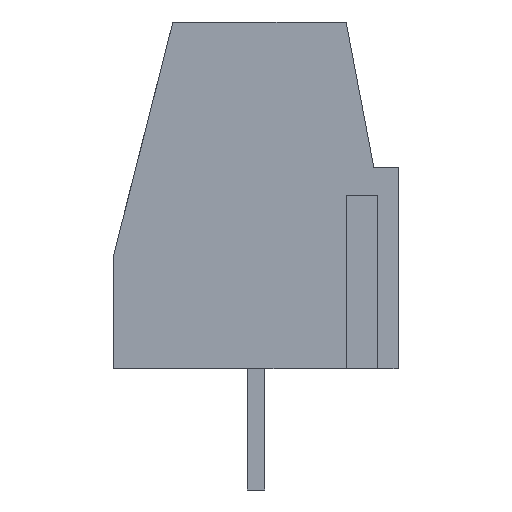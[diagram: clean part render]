
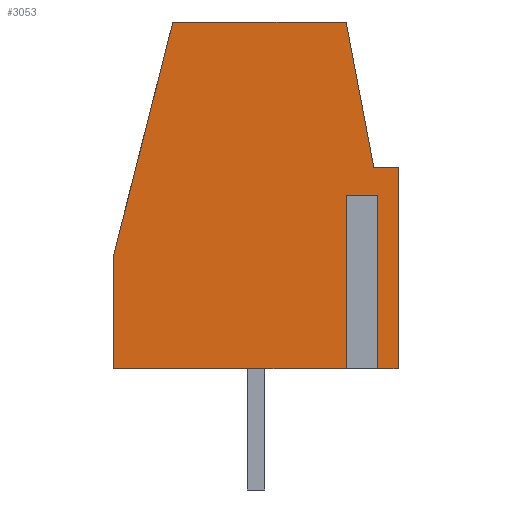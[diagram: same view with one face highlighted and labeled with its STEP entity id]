
A CAD part, left-side view. The second image highlights one B-rep face of the part: STEP entity #3053.
In plain terms, the highlighted planar face has unit normal (-1, 0, 0).
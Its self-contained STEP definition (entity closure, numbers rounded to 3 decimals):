
#2958=CARTESIAN_POINT('',(-10.0,-4.51,-0.5));
#2959=DIRECTION('',(1.0,0.0,0.0));
#2960=DIRECTION('',(0.0,1.0,0.0));
#2961=AXIS2_PLACEMENT_3D('',#2958,#2959,#2960);
#2962=PLANE('',#2961);
#2963=CARTESIAN_POINT('',(-10.0,-3.3,0.0));
#2964=VERTEX_POINT('',#2963);
#2965=CARTESIAN_POINT('',(-10.0,-3.3,5.0));
#2966=VERTEX_POINT('',#2965);
#2967=CARTESIAN_POINT('',(-10.0,-3.3,0.0));
#2968=DIRECTION('',(0.0,0.0,1.0));
#2969=VECTOR('',#2968,5.0);
#2970=LINE('',#2967,#2969);
#2971=EDGE_CURVE('',#2964,#2966,#2970,.T.);
#2972=ORIENTED_EDGE('',*,*,#2971,.F.);
#2973=CARTESIAN_POINT('',(-10.0,-4.1,0.0));
#2974=VERTEX_POINT('',#2973);
#2975=CARTESIAN_POINT('',(-10.0,-4.1,0.0));
#2976=DIRECTION('',(0.0,1.0,0.0));
#2977=VECTOR('',#2976,0.8);
#2978=LINE('',#2975,#2977);
#2979=EDGE_CURVE('',#2974,#2964,#2978,.T.);
#2980=ORIENTED_EDGE('',*,*,#2979,.F.);
#2981=CARTESIAN_POINT('',(-10.0,-4.1,5.8));
#2982=VERTEX_POINT('',#2981);
#2983=CARTESIAN_POINT('',(-10.0,-4.1,5.8));
#2984=DIRECTION('',(0.0,0.0,-1.0));
#2985=VECTOR('',#2984,5.8);
#2986=LINE('',#2983,#2985);
#2987=EDGE_CURVE('',#2982,#2974,#2986,.T.);
#2988=ORIENTED_EDGE('',*,*,#2987,.F.);
#2989=CARTESIAN_POINT('',(-10.0,-3.4,5.8));
#2990=VERTEX_POINT('',#2989);
#2991=CARTESIAN_POINT('',(-10.0,-3.4,5.8));
#2992=DIRECTION('',(0.0,-1.0,0.0));
#2993=VECTOR('',#2992,0.7);
#2994=LINE('',#2991,#2993);
#2995=EDGE_CURVE('',#2990,#2982,#2994,.T.);
#2996=ORIENTED_EDGE('',*,*,#2995,.F.);
#2997=CARTESIAN_POINT('',(-10.0,-2.6,10.0));
#2998=VERTEX_POINT('',#2997);
#2999=CARTESIAN_POINT('',(-10.0,-2.6,10.0));
#3000=DIRECTION('',(0.0,-0.187,-0.982));
#3001=VECTOR('',#3000,4.276);
#3002=LINE('',#2999,#3001);
#3003=EDGE_CURVE('',#2998,#2990,#3002,.T.);
#3004=ORIENTED_EDGE('',*,*,#3003,.F.);
#3005=CARTESIAN_POINT('',(-10.,2.4,10.0));
#3006=VERTEX_POINT('',#3005);
#3007=CARTESIAN_POINT('',(-10.,2.4,10.0));
#3008=DIRECTION('',(0.0,-1.0,0.0));
#3009=VECTOR('',#3008,5.0);
#3010=LINE('',#3007,#3009);
#3011=EDGE_CURVE('',#3006,#2998,#3010,.T.);
#3012=ORIENTED_EDGE('',*,*,#3011,.F.);
#3013=CARTESIAN_POINT('',(-10.,4.1,3.3));
#3014=VERTEX_POINT('',#3013);
#3015=CARTESIAN_POINT('',(-10.,4.1,3.3));
#3016=DIRECTION('',(0.0,-0.246,0.969));
#3017=VECTOR('',#3016,6.912);
#3018=LINE('',#3015,#3017);
#3019=EDGE_CURVE('',#3014,#3006,#3018,.T.);
#3020=ORIENTED_EDGE('',*,*,#3019,.F.);
#3021=CARTESIAN_POINT('',(-10.,4.1,0.));
#3022=VERTEX_POINT('',#3021);
#3023=CARTESIAN_POINT('',(-10.,4.1,0.));
#3024=DIRECTION('',(0.0,0.0,1.0));
#3025=VECTOR('',#3024,3.3);
#3026=LINE('',#3023,#3025);
#3027=EDGE_CURVE('',#3022,#3014,#3026,.T.);
#3028=ORIENTED_EDGE('',*,*,#3027,.F.);
#3029=CARTESIAN_POINT('',(-10.0,-2.8,0.0));
#3030=VERTEX_POINT('',#3029);
#3031=CARTESIAN_POINT('',(-10.0,-2.8,0.0));
#3032=DIRECTION('',(0.0,1.0,0.0));
#3033=VECTOR('',#3032,6.9);
#3034=LINE('',#3031,#3033);
#3035=EDGE_CURVE('',#3030,#3022,#3034,.T.);
#3036=ORIENTED_EDGE('',*,*,#3035,.F.);
#3037=CARTESIAN_POINT('',(-10.0,-2.8,5.0));
#3038=VERTEX_POINT('',#3037);
#3039=CARTESIAN_POINT('',(-10.0,-2.8,0.0));
#3040=DIRECTION('',(0.0,0.0,1.0));
#3041=VECTOR('',#3040,5.0);
#3042=LINE('',#3039,#3041);
#3043=EDGE_CURVE('',#3030,#3038,#3042,.T.);
#3044=ORIENTED_EDGE('',*,*,#3043,.T.);
#3045=CARTESIAN_POINT('',(-10.0,-2.8,5.0));
#3046=DIRECTION('',(0.0,-1.0,0.0));
#3047=VECTOR('',#3046,0.5);
#3048=LINE('',#3045,#3047);
#3049=EDGE_CURVE('',#3038,#2966,#3048,.T.);
#3050=ORIENTED_EDGE('',*,*,#3049,.T.);
#3051=EDGE_LOOP('',(#2972,#2980,#2988,#2996,#3004,#3012,#3020,#3028,#3036,#3044,#3050));
#3052=FACE_OUTER_BOUND('',#3051,.T.);
#3053=ADVANCED_FACE('',(#3052),#2962,.F.);
